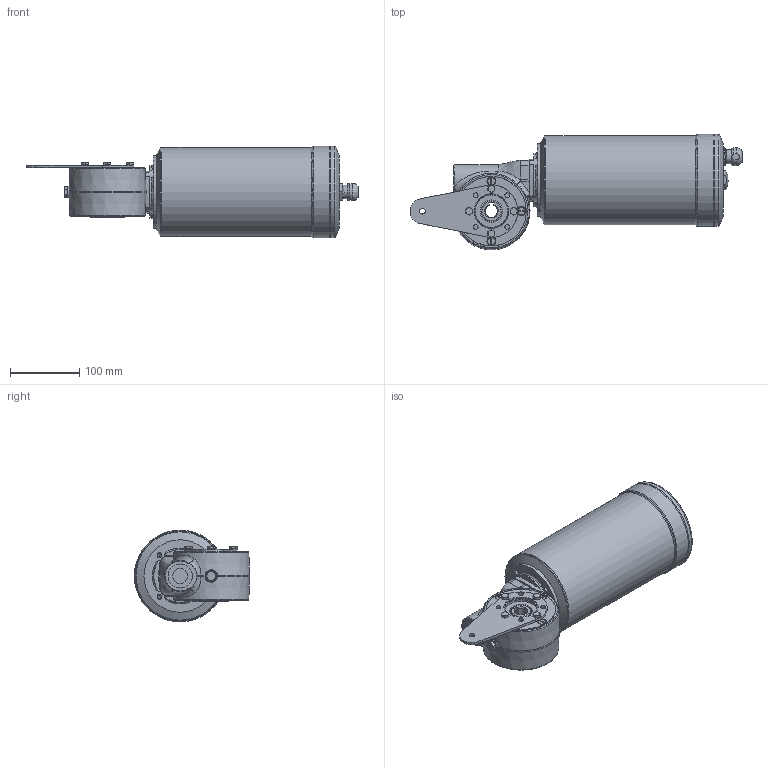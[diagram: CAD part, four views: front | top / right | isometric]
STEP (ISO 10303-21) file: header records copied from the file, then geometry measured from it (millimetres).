
FILE_DESCRIPTION( ( 'Unknown' ), '1' );
FILE_NAME( '872C23F3DD364A96AFBBE6A97593F75.3d.stp', 'Unknown', ( 'Unknown' ), ( 'Unknown' ), 'PSStep 10.1', 'Unknown', ' ' );
FILE_SCHEMA( ( 'AUTOMOTIVE_DESIGN { 1 0 10303 214 1 1 1 1 }' ) );
Length unit declared in the file: millimetre
Products named in the file (1): N458800
Bounding box: 481 x 167.28 x 133 mm (x, y, z)
Volume: 4315824.3 mm3; surface area: 217702.8 mm2
Topology: 1 solids, 21 shells, 553 faces, 1282 edges, 815 vertices
Faces by surface type: plane 220, cylinder 135, cone 117, bspline 44, torus 36, sphere 1
Full cylindrical faces by diameter (mm): 4.134 x1, 4.917 x20, 6 x8, 6.5 x8, 7 x13, 8.2 x1, 8.9 x4, 10 x4, 11 x4, 13.4 x1, 14 x1, 16.662 x1, 17 x1, 18 x1, 20 x1, 22 x1, 25 x1, 32.5 x2, 35 x1, 40 x1, 47 x2, 50 x2, 50.5 x1, 52 x1, 70 x2, 101 x1, 105 x1, 128.98 x1, 129 x2, 132.98 x2
Entity records: 23782 total; most frequent: CARTESIAN_POINT 8534, DIRECTION 2221, ORIENTED_EDGE 1964, AXIS2_PLACEMENT_3D 982, EDGE_CURVE 982, EDGE_LOOP 804, VERTEX_POINT 719, FACE_OUTER_BOUND 668
